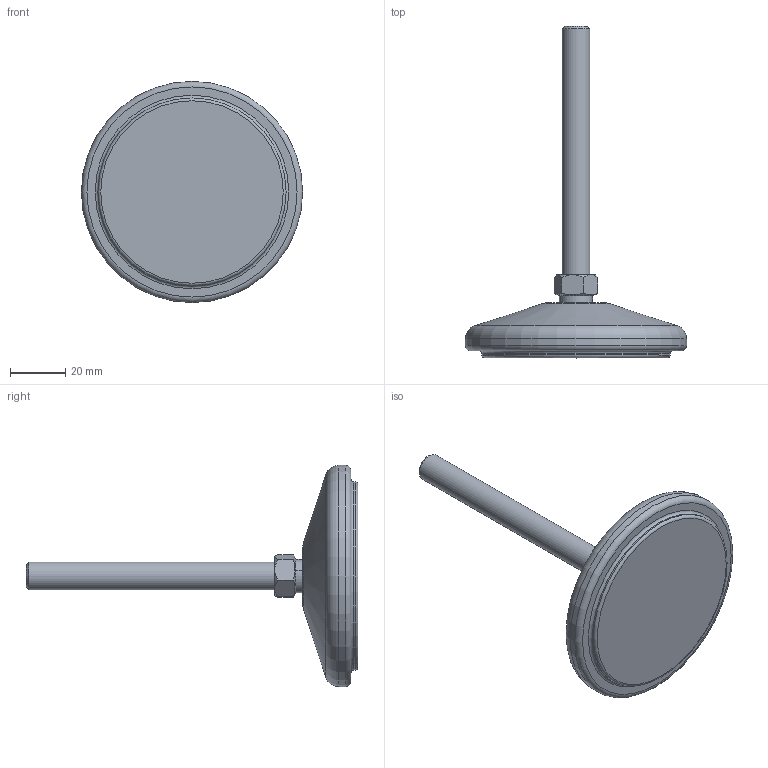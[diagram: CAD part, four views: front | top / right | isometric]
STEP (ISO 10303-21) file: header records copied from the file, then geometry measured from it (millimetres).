
FILE_DESCRIPTION((''),'2;1');
FILE_NAME('86416.stp','2021-08-11T14:50:12',('arma01'),(''),'Autodesk Inventor 2013','Autodesk Inventor 2013','');
FILE_SCHEMA(('AUTOMOTIVE_DESIGN { 1 0 10303 214 1 1 1 1 }'));
Length unit declared in the file: millimetre
Products named in the file (3): 86416; 86416- I; AR3359
Assembly tree (2 placements, depth 2):
  86416
    86416- I
    AR3359
Bounding box: 80 x 120 x 80 mm (x, y, z)
Volume: 79420.9 mm3; surface area: 16364.2 mm2
Topology: 2 solids, 2 shells, 40 faces, 100 edges, 64 vertices
Faces by surface type: plane 11, cylinder 11, cone 10, torus 4, sphere 3, bspline 1
Full cylindrical faces by diameter (mm): 10 x1, 68 x1, 80 x1
Entity records: 1322 total; most frequent: CARTESIAN_POINT 350, DIRECTION 188, ORIENTED_EDGE 164, AXIS2_PLACEMENT_3D 82, EDGE_CURVE 82, VERTEX_POINT 61, EDGE_LOOP 55, FACE_OUTER_BOUND 40
